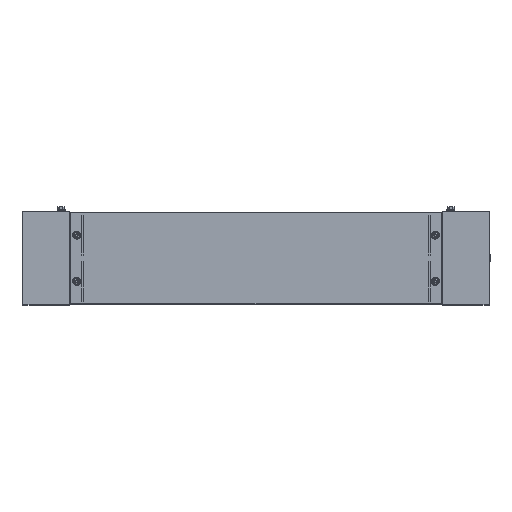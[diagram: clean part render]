
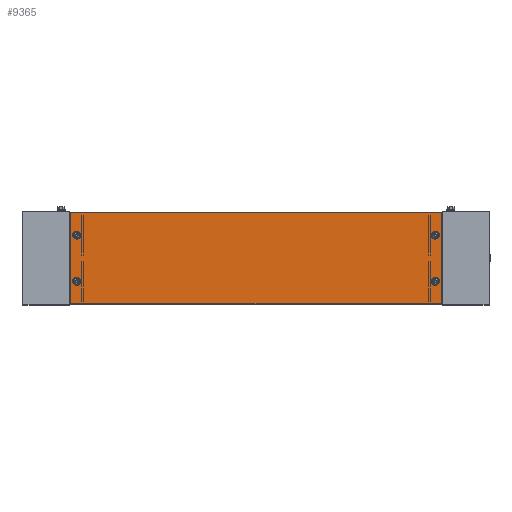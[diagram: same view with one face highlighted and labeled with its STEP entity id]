
A CAD part, top view. The second image highlights one B-rep face of the part: STEP entity #9365.
In plain terms, the highlighted face is planar.
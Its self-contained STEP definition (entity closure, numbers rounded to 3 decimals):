
#29 = CARTESIAN_POINT ( 'NONE',  ( 884.5, -149.5, 0. ) ) ;
#1036 = CARTESIAN_POINT ( 'NONE',  ( 107.809, -50.5, 0. ) ) ;
#1291 = EDGE_CURVE ( 'NONE', #1402, #18314, #13120, .T. ) ;
#1383 = CARTESIAN_POINT ( 'NONE',  ( 101., -1., 0. ) ) ;
#1402 = VERTEX_POINT ( 'NONE', #8883 ) ;
#1421 = CIRCLE ( 'NONE', #1724, 7.691 ) ;
#1519 = DIRECTION ( 'NONE',  ( 0., 0., 1. ) ) ;
#1585 = CARTESIAN_POINT ( 'NONE',  ( 107.809, -149.5, 0. ) ) ;
#1724 = AXIS2_PLACEMENT_3D ( 'NONE', #14769, #16248, #7711 ) ;
#1813 = CIRCLE ( 'NONE', #12192, 7.691 ) ;
#2230 = EDGE_LOOP ( 'NONE', ( #15371, #13296 ) ) ;
#2398 = VERTEX_POINT ( 'NONE', #7047 ) ;
#2732 = ORIENTED_EDGE ( 'NONE', *, *, #18055, .F. ) ;
#2829 = CARTESIAN_POINT ( 'NONE',  ( 115.5, -149.5, 0. ) ) ;
#3087 = EDGE_LOOP ( 'NONE', ( #3856, #9343 ) ) ;
#3251 = CIRCLE ( 'NONE', #12445, 7.691 ) ;
#3475 = ORIENTED_EDGE ( 'NONE', *, *, #8737, .F. ) ;
#3592 = CARTESIAN_POINT ( 'NONE',  ( 115.5, -50.5, 0. ) ) ;
#3666 = DIRECTION ( 'NONE',  ( 1., 0., 0. ) ) ;
#3713 = FACE_BOUND ( 'NONE', #2230, .T. ) ;
#3856 = ORIENTED_EDGE ( 'NONE', *, *, #12271, .T. ) ;
#4149 = EDGE_LOOP ( 'NONE', ( #13749, #16289 ) ) ;
#4227 = DIRECTION ( 'NONE',  ( 0., 0., 1. ) ) ;
#4487 = DIRECTION ( 'NONE',  ( 1., 0., 0. ) ) ;
#4812 = DIRECTION ( 'NONE',  ( 1., 0., 0. ) ) ;
#4936 = FACE_BOUND ( 'NONE', #4149, .T. ) ;
#5366 = LINE ( 'NONE', #11023, #6936 ) ;
#5419 = DIRECTION ( 'NONE',  ( 1., 0., 0. ) ) ;
#5603 = CARTESIAN_POINT ( 'NONE',  ( 884.5, -50.5, 0. ) ) ;
#5781 = LINE ( 'NONE', #14331, #15095 ) ;
#5896 = EDGE_CURVE ( 'NONE', #2398, #17573, #11220, .T. ) ;
#5907 = EDGE_LOOP ( 'NONE', ( #16539, #2732, #15337, #3475 ) ) ;
#5948 = VECTOR ( 'NONE', #17229, 1000. ) ;
#6006 = EDGE_CURVE ( 'NONE', #9633, #17842, #5781, .T. ) ;
#6357 = VERTEX_POINT ( 'NONE', #1585 ) ;
#6472 = DIRECTION ( 'NONE',  ( 0., 0., 1. ) ) ;
#6936 = VECTOR ( 'NONE', #16694, 1000. ) ;
#7047 = CARTESIAN_POINT ( 'NONE',  ( 876.809, -149.5, 0. ) ) ;
#7156 = DIRECTION ( 'NONE',  ( 1., 0., 0. ) ) ;
#7225 = EDGE_CURVE ( 'NONE', #13008, #14593, #5366, .T. ) ;
#7276 = DIRECTION ( 'NONE',  ( 0., 1., 0. ) ) ;
#7284 = DIRECTION ( 'NONE',  ( 0., 0., 1. ) ) ;
#7442 = VERTEX_POINT ( 'NONE', #13086 ) ;
#7711 = DIRECTION ( 'NONE',  ( 1., 0., 0. ) ) ;
#7821 = DIRECTION ( 'NONE',  ( 1., 0., 0. ) ) ;
#7981 = AXIS2_PLACEMENT_3D ( 'NONE', #29, #17218, #12669 ) ;
#8208 = CARTESIAN_POINT ( 'NONE',  ( 876.809, -50.5, 0. ) ) ;
#8737 = EDGE_CURVE ( 'NONE', #14593, #9633, #18065, .T. ) ;
#8883 = CARTESIAN_POINT ( 'NONE',  ( 123.191, -50.5, 0. ) ) ;
#9309 = CARTESIAN_POINT ( 'NONE',  ( 0., 0., 0. ) ) ;
#9343 = ORIENTED_EDGE ( 'NONE', *, *, #11938, .T. ) ;
#9365 = ADVANCED_FACE ( 'NONE', ( #3713, #4936, #15140, #10591, #14874 ), #13758, .F. ) ;
#9633 = VERTEX_POINT ( 'NONE', #13197 ) ;
#9756 = CARTESIAN_POINT ( 'NONE',  ( 884.5, -149.5, 0. ) ) ;
#10045 = CIRCLE ( 'NONE', #12416, 7.691 ) ;
#10328 = VERTEX_POINT ( 'NONE', #17648 ) ;
#10591 = FACE_BOUND ( 'NONE', #13003, .T. ) ;
#11023 = CARTESIAN_POINT ( 'NONE',  ( 101., -1., 0. ) ) ;
#11123 = ORIENTED_EDGE ( 'NONE', *, *, #17479, .T. ) ;
#11220 = CIRCLE ( 'NONE', #7981, 7.691 ) ;
#11254 = CARTESIAN_POINT ( 'NONE',  ( 101., -1., 0. ) ) ;
#11313 = EDGE_CURVE ( 'NONE', #7442, #6357, #12694, .T. ) ;
#11466 = DIRECTION ( 'NONE',  ( 1., 0., 0. ) ) ;
#11533 = LINE ( 'NONE', #11254, #5948 ) ;
#11938 = EDGE_CURVE ( 'NONE', #10328, #18006, #1421, .T. ) ;
#12192 = AXIS2_PLACEMENT_3D ( 'NONE', #9756, #18295, #7156 ) ;
#12271 = EDGE_CURVE ( 'NONE', #18006, #10328, #10045, .T. ) ;
#12416 = AXIS2_PLACEMENT_3D ( 'NONE', #5603, #1519, #5419 ) ;
#12445 = AXIS2_PLACEMENT_3D ( 'NONE', #2829, #17064, #17440 ) ;
#12669 = DIRECTION ( 'NONE',  ( 1., 0., 0. ) ) ;
#12694 = CIRCLE ( 'NONE', #13575, 7.691 ) ;
#12959 = AXIS2_PLACEMENT_3D ( 'NONE', #9309, #14954, #7821 ) ;
#13003 = EDGE_LOOP ( 'NONE', ( #11123, #14123 ) ) ;
#13008 = VERTEX_POINT ( 'NONE', #1383 ) ;
#13086 = CARTESIAN_POINT ( 'NONE',  ( 123.191, -149.5, 0. ) ) ;
#13120 = CIRCLE ( 'NONE', #14004, 7.691 ) ;
#13197 = CARTESIAN_POINT ( 'NONE',  ( 899., -199., 0. ) ) ;
#13296 = ORIENTED_EDGE ( 'NONE', *, *, #15601, .T. ) ;
#13575 = AXIS2_PLACEMENT_3D ( 'NONE', #17224, #7284, #4487 ) ;
#13610 = CARTESIAN_POINT ( 'NONE',  ( 899., -1., 0. ) ) ;
#13749 = ORIENTED_EDGE ( 'NONE', *, *, #17729, .T. ) ;
#13758 = PLANE ( 'NONE',  #12959 ) ;
#14004 = AXIS2_PLACEMENT_3D ( 'NONE', #14272, #4227, #11466 ) ;
#14123 = ORIENTED_EDGE ( 'NONE', *, *, #1291, .T. ) ;
#14272 = CARTESIAN_POINT ( 'NONE',  ( 115.5, -50.5, 0. ) ) ;
#14331 = CARTESIAN_POINT ( 'NONE',  ( 899., -1., 0. ) ) ;
#14593 = VERTEX_POINT ( 'NONE', #17292 ) ;
#14748 = CARTESIAN_POINT ( 'NONE',  ( 892.191, -149.5, 0. ) ) ;
#14769 = CARTESIAN_POINT ( 'NONE',  ( 884.5, -50.5, 0. ) ) ;
#14874 = FACE_OUTER_BOUND ( 'NONE', #5907, .T. ) ;
#14954 = DIRECTION ( 'NONE',  ( 0., 0., 1. ) ) ;
#15090 = CARTESIAN_POINT ( 'NONE',  ( 101., -199., 0. ) ) ;
#15095 = VECTOR ( 'NONE', #7276, 1000. ) ;
#15140 = FACE_BOUND ( 'NONE', #3087, .T. ) ;
#15337 = ORIENTED_EDGE ( 'NONE', *, *, #6006, .F. ) ;
#15371 = ORIENTED_EDGE ( 'NONE', *, *, #5896, .T. ) ;
#15601 = EDGE_CURVE ( 'NONE', #17573, #2398, #1813, .T. ) ;
#16018 = CIRCLE ( 'NONE', #17516, 7.691 ) ;
#16248 = DIRECTION ( 'NONE',  ( 0., 0., 1. ) ) ;
#16289 = ORIENTED_EDGE ( 'NONE', *, *, #11313, .T. ) ;
#16539 = ORIENTED_EDGE ( 'NONE', *, *, #7225, .F. ) ;
#16694 = DIRECTION ( 'NONE',  ( 0., -1., 0. ) ) ;
#17064 = DIRECTION ( 'NONE',  ( 0., 0., 1. ) ) ;
#17218 = DIRECTION ( 'NONE',  ( 0., 0., 1. ) ) ;
#17224 = CARTESIAN_POINT ( 'NONE',  ( 115.5, -149.5, 0. ) ) ;
#17229 = DIRECTION ( 'NONE',  ( -1., 0., 0. ) ) ;
#17292 = CARTESIAN_POINT ( 'NONE',  ( 101., -199., 0. ) ) ;
#17389 = VECTOR ( 'NONE', #3666, 1000. ) ;
#17440 = DIRECTION ( 'NONE',  ( 1., 0., 0. ) ) ;
#17479 = EDGE_CURVE ( 'NONE', #18314, #1402, #16018, .T. ) ;
#17516 = AXIS2_PLACEMENT_3D ( 'NONE', #3592, #6472, #4812 ) ;
#17573 = VERTEX_POINT ( 'NONE', #14748 ) ;
#17648 = CARTESIAN_POINT ( 'NONE',  ( 892.191, -50.5, 0. ) ) ;
#17729 = EDGE_CURVE ( 'NONE', #6357, #7442, #3251, .T. ) ;
#17842 = VERTEX_POINT ( 'NONE', #13610 ) ;
#18006 = VERTEX_POINT ( 'NONE', #8208 ) ;
#18055 = EDGE_CURVE ( 'NONE', #17842, #13008, #11533, .T. ) ;
#18065 = LINE ( 'NONE', #15090, #17389 ) ;
#18295 = DIRECTION ( 'NONE',  ( 0., 0., 1. ) ) ;
#18314 = VERTEX_POINT ( 'NONE', #1036 ) ;
